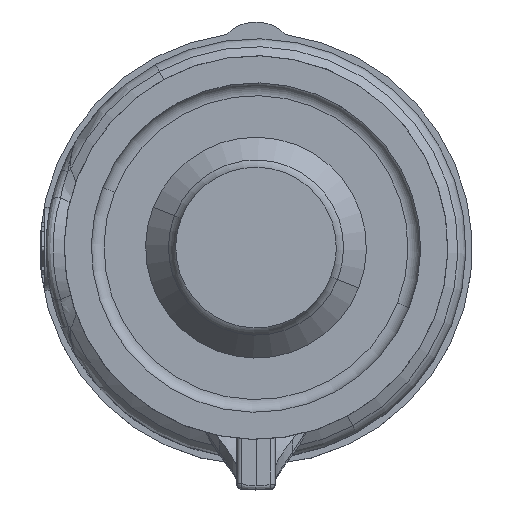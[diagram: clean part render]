
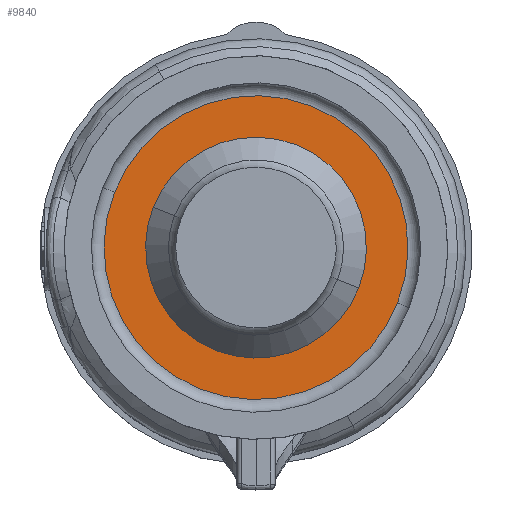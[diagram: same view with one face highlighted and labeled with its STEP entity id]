
A CAD part, top view. The second image highlights one B-rep face of the part: STEP entity #9840.
In plain terms, the highlighted planar face has unit normal (0, 0, 1).
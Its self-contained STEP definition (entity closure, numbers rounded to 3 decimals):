
#3328=CARTESIAN_POINT('',(0.,0.,103.41));
#3329=DIRECTION('',(0.,0.,-1.));
#3330=DIRECTION('',(-0.931,0.365,0.));
#3331=AXIS2_PLACEMENT_3D('',#3328,#3329,#3330);
#3333=CARTESIAN_POINT('',(0.,0.,103.41));
#3334=DIRECTION('',(0.,0.,1.));
#3335=DIRECTION('',(-0.931,0.365,0.));
#3336=AXIS2_PLACEMENT_3D('',#3333,#3334,#3335);
#3348=CARTESIAN_POINT('',(0.,0.,103.41));
#3349=DIRECTION('',(0.,0.,-1.));
#3350=DIRECTION('',(0.931,-0.365,0.));
#3351=AXIS2_PLACEMENT_3D('',#3348,#3349,#3350);
#3357=CARTESIAN_POINT('',(0.,0.,103.41));
#3358=DIRECTION('',(0.,0.,-1.));
#3359=DIRECTION('',(-0.931,0.365,0.));
#3360=AXIS2_PLACEMENT_3D('',#3357,#3358,#3359);
#3852=CARTESIAN_POINT('',(-22.244,8.717,103.41));
#3853=CARTESIAN_POINT('',(22.244,-8.717,103.41));
#3854=VERTEX_POINT('',#3852);
#3855=VERTEX_POINT('',#3853);
#3922=CARTESIAN_POINT('',(16.161,-6.333,103.41));
#3923=CARTESIAN_POINT('',(-16.161,6.333,103.41));
#3924=VERTEX_POINT('',#3922);
#3925=VERTEX_POINT('',#3923);
#9824=CARTESIAN_POINT('',(-11.146,13.305,103.41));
#9825=DIRECTION('',(0.,0.,1.));
#9826=DIRECTION('',(0.642,-0.767,0.));
#9827=AXIS2_PLACEMENT_3D('',#9824,#9825,#9826);
#9828=PLANE('',#9827);
#9829=ORIENTED_EDGE('',*,*,#9814,.T.);
#9831=ORIENTED_EDGE('',*,*,#9830,.F.);
#9832=EDGE_LOOP('',(#9829,#9831));
#9833=FACE_OUTER_BOUND('',#9832,.F.);
#9835=ORIENTED_EDGE('',*,*,#9834,.F.);
#9837=ORIENTED_EDGE('',*,*,#9836,.F.);
#9838=EDGE_LOOP('',(#9835,#9837));
#9839=FACE_BOUND('',#9838,.F.);
#9840=ADVANCED_FACE('',(#9833,#9839),#9828,.T.);
#3332=CIRCLE('',#3331,23.891);
#3337=CIRCLE('',#3336,23.891);
#3352=CIRCLE('',#3351,17.357);
#3361=CIRCLE('',#3360,17.357);
#9814=EDGE_CURVE('',#3854,#3855,#3332,.T.);
#9830=EDGE_CURVE('',#3854,#3855,#3337,.T.);
#9834=EDGE_CURVE('',#3924,#3925,#3352,.T.);
#9836=EDGE_CURVE('',#3925,#3924,#3361,.T.);
